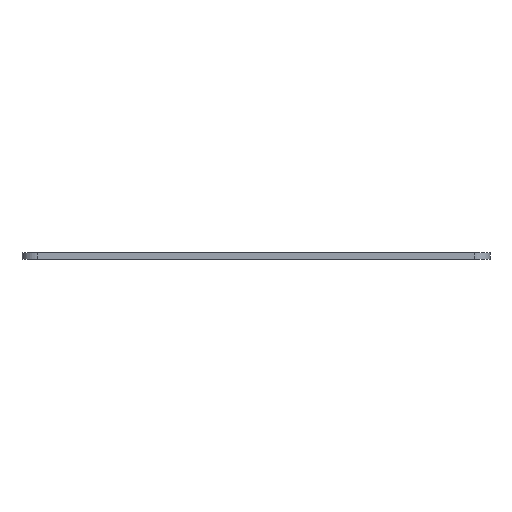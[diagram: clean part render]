
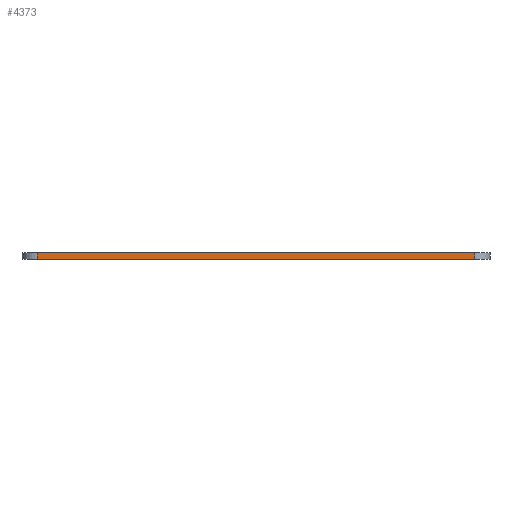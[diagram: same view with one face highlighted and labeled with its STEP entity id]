
A CAD part, left-side view. The second image highlights one B-rep face of the part: STEP entity #4373.
In plain terms, the highlighted planar face has unit normal (-1, 0, 0).
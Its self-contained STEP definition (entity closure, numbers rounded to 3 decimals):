
#146 = VERTEX_POINT('',#147);
#147 = CARTESIAN_POINT('',(0.,103.5,0.));
#154 = EDGE_CURVE('',#155,#146,#157,.T.);
#155 = VERTEX_POINT('',#156);
#156 = CARTESIAN_POINT('',(0.,3.5,0.));
#157 = LINE('',#158,#159);
#158 = CARTESIAN_POINT('',(0.,3.5,0.));
#159 = VECTOR('',#160,1.);
#160 = DIRECTION('',(0.,1.,0.));
#2246 = VERTEX_POINT('',#2247);
#2247 = CARTESIAN_POINT('',(0.,103.5,1.6));
#2254 = EDGE_CURVE('',#2255,#2246,#2257,.T.);
#2255 = VERTEX_POINT('',#2256);
#2256 = CARTESIAN_POINT('',(0.,3.5,1.6));
#2257 = LINE('',#2258,#2259);
#2258 = CARTESIAN_POINT('',(0.,3.5,1.6));
#2259 = VECTOR('',#2260,1.);
#2260 = DIRECTION('',(0.,1.,0.));
#4343 = EDGE_CURVE('',#146,#2246,#4344,.T.);
#4344 = LINE('',#4345,#4346);
#4345 = CARTESIAN_POINT('',(0.,103.5,0.));
#4346 = VECTOR('',#4347,1.);
#4347 = DIRECTION('',(0.,0.,1.));
#4373 = ADVANCED_FACE('',(#4374),#4385,.T.);
#4374 = FACE_BOUND('',#4375,.T.);
#4375 = EDGE_LOOP('',(#4376,#4382,#4383,#4384));
#4376 = ORIENTED_EDGE('',*,*,#4377,.T.);
#4377 = EDGE_CURVE('',#155,#2255,#4378,.T.);
#4378 = LINE('',#4379,#4380);
#4379 = CARTESIAN_POINT('',(0.,3.5,0.));
#4380 = VECTOR('',#4381,1.);
#4381 = DIRECTION('',(0.,0.,1.));
#4382 = ORIENTED_EDGE('',*,*,#2254,.T.);
#4383 = ORIENTED_EDGE('',*,*,#4343,.F.);
#4384 = ORIENTED_EDGE('',*,*,#154,.F.);
#4385 = PLANE('',#4386);
#4386 = AXIS2_PLACEMENT_3D('',#4387,#4388,#4389);
#4387 = CARTESIAN_POINT('',(0.,3.5,0.));
#4388 = DIRECTION('',(-1.,0.,0.));
#4389 = DIRECTION('',(0.,1.,0.));
